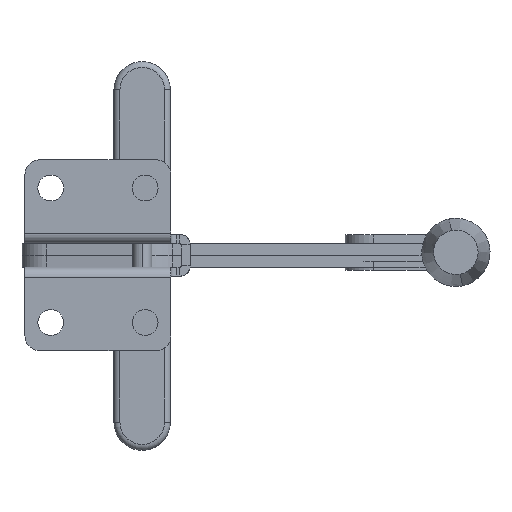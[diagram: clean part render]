
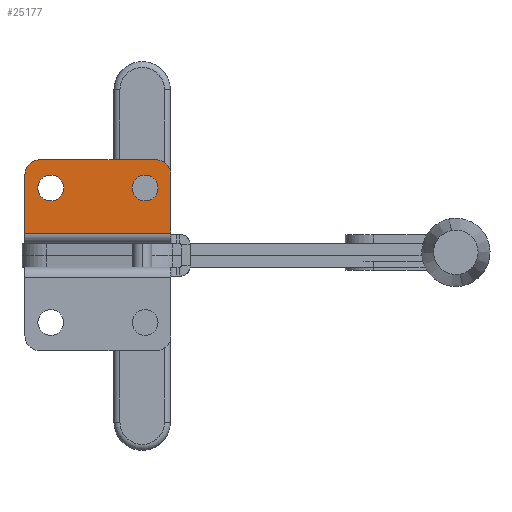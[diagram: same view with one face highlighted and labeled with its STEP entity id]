
A CAD part, top view. The second image highlights one B-rep face of the part: STEP entity #25177.
In plain terms, the highlighted planar face has unit normal (0, 0, 1).
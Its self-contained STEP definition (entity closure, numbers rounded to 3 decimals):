
#932 = FACE_OUTER_BOUND ( 'NONE', #12796, .T. ) ;
#934 = FACE_BOUND ( 'NONE', #12557, .T. ) ;
#939 = FACE_BOUND ( 'NONE', #12798, .T. ) ;
#1709 = CARTESIAN_POINT ( 'NONE',  ( -6.5, 7., 68. ) ) ;
#1710 = DIRECTION ( 'NONE',  ( 0., -1., 0. ) ) ;
#1712 = CARTESIAN_POINT ( 'NONE',  ( -11.5, 7.5, 68. ) ) ;
#1714 = DIRECTION ( 'NONE',  ( -1., 0., 0. ) ) ;
#2438 = CIRCLE ( 'NONE', #21671, 4.35 ) ;
#2443 = CIRCLE ( 'NONE', #21669, 5. ) ;
#2444 = LINE ( 'NONE', #29729, #2446 ) ;
#2445 = CIRCLE ( 'NONE', #21670, 5. ) ;
#2446 = VECTOR ( 'NONE', #29730, 1000. ) ;
#2447 = LINE ( 'NONE', #29747, #2453 ) ;
#2448 = CIRCLE ( 'NONE', #21672, 4.35 ) ;
#2453 = VECTOR ( 'NONE', #29752, 1000. ) ;
#2466 = LINE ( 'NONE', #1709, #2469 ) ;
#2469 = VECTOR ( 'NONE', #1710, 1000. ) ;
#2470 = LINE ( 'NONE', #1712, #2473 ) ;
#2473 = VECTOR ( 'NONE', #1714, 1000. ) ;
#3970 = CARTESIAN_POINT ( 'NONE',  ( -15.2, 18.3, 68. ) ) ;
#3988 = CARTESIAN_POINT ( 'NONE',  ( -47., 18.3, 68. ) ) ;
#4038 = CARTESIAN_POINT ( 'NONE',  ( -15.2, 27., 68. ) ) ;
#4087 = CARTESIAN_POINT ( 'NONE',  ( -6.5, 27.15, 68. ) ) ;
#4090 = CARTESIAN_POINT ( 'NONE',  ( -47., 27., 68. ) ) ;
#4116 = CARTESIAN_POINT ( 'NONE',  ( -50.7, 32.15, 68. ) ) ;
#4160 = CARTESIAN_POINT ( 'NONE',  ( -55.7, 27.15, 68. ) ) ;
#4198 = CARTESIAN_POINT ( 'NONE',  ( -11.5, 32.15, 68. ) ) ;
#4219 = CARTESIAN_POINT ( 'NONE',  ( -6.5, 7.5, 68. ) ) ;
#4239 = CARTESIAN_POINT ( 'NONE',  ( -55.7, 7.5, 68. ) ) ;
#6233 = CARTESIAN_POINT ( 'NONE',  ( -47., 22.65, 68. ) ) ;
#6234 = DIRECTION ( 'NONE',  ( 0., 0., -1. ) ) ;
#6235 = DIRECTION ( 'NONE',  ( 0., 1., 0. ) ) ;
#6242 = CARTESIAN_POINT ( 'NONE',  ( -15.2, 22.65, 68. ) ) ;
#6243 = DIRECTION ( 'NONE',  ( 0., 0., -1. ) ) ;
#6244 = DIRECTION ( 'NONE',  ( 0., 1., 0. ) ) ;
#12299 = VERTEX_POINT ( 'NONE', #4239 ) ;
#12317 = VERTEX_POINT ( 'NONE', #4219 ) ;
#12335 = VERTEX_POINT ( 'NONE', #4198 ) ;
#12367 = VERTEX_POINT ( 'NONE', #4160 ) ;
#12401 = VERTEX_POINT ( 'NONE', #4116 ) ;
#12424 = VERTEX_POINT ( 'NONE', #4090 ) ;
#12427 = VERTEX_POINT ( 'NONE', #4087 ) ;
#12467 = VERTEX_POINT ( 'NONE', #4038 ) ;
#12509 = VERTEX_POINT ( 'NONE', #3988 ) ;
#12525 = VERTEX_POINT ( 'NONE', #3970 ) ;
#12557 = EDGE_LOOP ( 'NONE', ( #15375, #15458 ) ) ;
#12796 = EDGE_LOOP ( 'NONE', ( #15437, #15407, #15447, #15440, #15355, #15431 ) ) ;
#12798 = EDGE_LOOP ( 'NONE', ( #15364, #15397 ) ) ;
#13233 = DIRECTION ( 'NONE',  ( 0., 0., -1. ) ) ;
#13236 = CARTESIAN_POINT ( 'NONE',  ( -11.5, 27.15, 68. ) ) ;
#13237 = PLANE ( 'NONE',  #21483 ) ;
#13239 = DIRECTION ( 'NONE',  ( 0., -1., 0. ) ) ;
#15355 = ORIENTED_EDGE ( 'NONE', *, *, #28804, .F. ) ;
#15364 = ORIENTED_EDGE ( 'NONE', *, *, #28807, .T. ) ;
#15375 = ORIENTED_EDGE ( 'NONE', *, *, #28808, .T. ) ;
#15397 = ORIENTED_EDGE ( 'NONE', *, *, #17114, .T. ) ;
#15407 = ORIENTED_EDGE ( 'NONE', *, *, #28818, .F. ) ;
#15431 = ORIENTED_EDGE ( 'NONE', *, *, #28810, .F. ) ;
#15437 = ORIENTED_EDGE ( 'NONE', *, *, #28820, .F. ) ;
#15440 = ORIENTED_EDGE ( 'NONE', *, *, #28805, .F. ) ;
#15447 = ORIENTED_EDGE ( 'NONE', *, *, #28806, .F. ) ;
#15458 = ORIENTED_EDGE ( 'NONE', *, *, #17117, .T. ) ;
#17114 = EDGE_CURVE ( 'NONE', #12509, #12424, #20119, .T. ) ;
#17117 = EDGE_CURVE ( 'NONE', #12525, #12467, #20146, .T. ) ;
#20119 = CIRCLE ( 'NONE', #29343, 4.35 ) ;
#20146 = CIRCLE ( 'NONE', #29348, 4.35 ) ;
#21483 = AXIS2_PLACEMENT_3D ( 'NONE', #13236, #13233, #13239 ) ;
#21669 = AXIS2_PLACEMENT_3D ( 'NONE', #29734, #29735, #29736 ) ;
#21670 = AXIS2_PLACEMENT_3D ( 'NONE', #29738, #29739, #29740 ) ;
#21671 = AXIS2_PLACEMENT_3D ( 'NONE', #29743, #29744, #29745 ) ;
#21672 = AXIS2_PLACEMENT_3D ( 'NONE', #29748, #29749, #29750 ) ;
#25177 = ADVANCED_FACE ( 'NONE', ( #934, #939, #932 ), #13237, .F. ) ;
#28804 = EDGE_CURVE ( 'NONE', #12367, #12401, #2443, .T. ) ;
#28805 = EDGE_CURVE ( 'NONE', #12401, #12335, #2444, .T. ) ;
#28806 = EDGE_CURVE ( 'NONE', #12335, #12427, #2445, .T. ) ;
#28807 = EDGE_CURVE ( 'NONE', #12424, #12509, #2438, .T. ) ;
#28808 = EDGE_CURVE ( 'NONE', #12467, #12525, #2448, .T. ) ;
#28810 = EDGE_CURVE ( 'NONE', #12299, #12367, #2447, .T. ) ;
#28818 = EDGE_CURVE ( 'NONE', #12427, #12317, #2466, .T. ) ;
#28820 = EDGE_CURVE ( 'NONE', #12317, #12299, #2470, .T. ) ;
#29343 = AXIS2_PLACEMENT_3D ( 'NONE', #6233, #6234, #6235 ) ;
#29348 = AXIS2_PLACEMENT_3D ( 'NONE', #6242, #6243, #6244 ) ;
#29729 = CARTESIAN_POINT ( 'NONE',  ( -11.5, 32.15, 68. ) ) ;
#29730 = DIRECTION ( 'NONE',  ( 1., 0., 0. ) ) ;
#29734 = CARTESIAN_POINT ( 'NONE',  ( -50.7, 27.15, 68. ) ) ;
#29735 = DIRECTION ( 'NONE',  ( 0., 0., -1. ) ) ;
#29736 = DIRECTION ( 'NONE',  ( 0., -1., 0. ) ) ;
#29738 = CARTESIAN_POINT ( 'NONE',  ( -11.5, 27.15, 68. ) ) ;
#29739 = DIRECTION ( 'NONE',  ( 0., 0., -1. ) ) ;
#29740 = DIRECTION ( 'NONE',  ( 0., -1., 0. ) ) ;
#29743 = CARTESIAN_POINT ( 'NONE',  ( -47., 22.65, 68. ) ) ;
#29744 = DIRECTION ( 'NONE',  ( 0., 0., -1. ) ) ;
#29745 = DIRECTION ( 'NONE',  ( 0., 1., 0. ) ) ;
#29747 = CARTESIAN_POINT ( 'NONE',  ( -55.7, 27.15, 68. ) ) ;
#29748 = CARTESIAN_POINT ( 'NONE',  ( -15.2, 22.65, 68. ) ) ;
#29749 = DIRECTION ( 'NONE',  ( 0., 0., -1. ) ) ;
#29750 = DIRECTION ( 'NONE',  ( 0., 1., 0. ) ) ;
#29752 = DIRECTION ( 'NONE',  ( 0., 1., 0. ) ) ;
